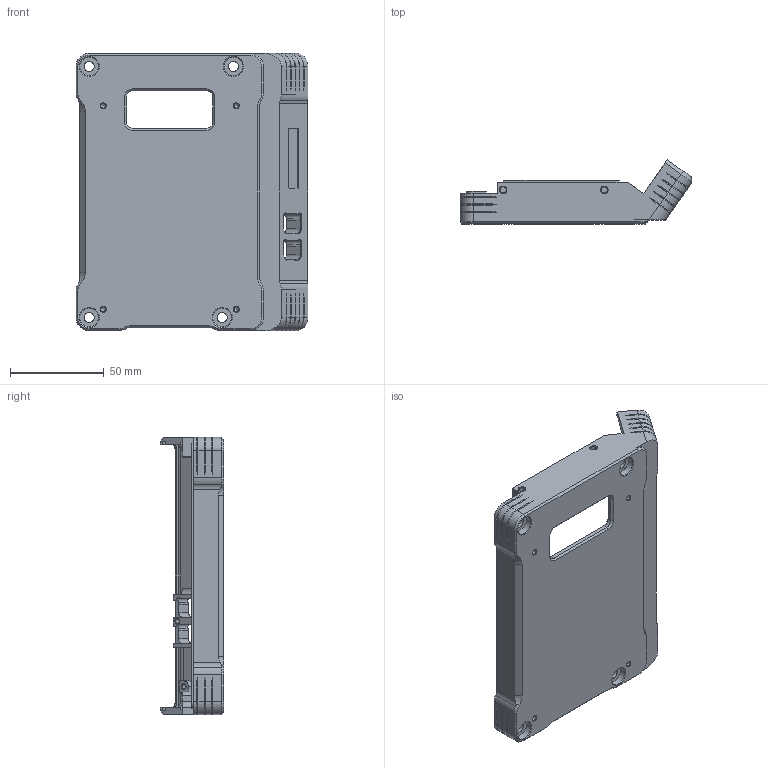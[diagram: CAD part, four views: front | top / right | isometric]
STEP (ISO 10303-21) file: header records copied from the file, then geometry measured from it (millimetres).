
FILE_DESCRIPTION(('FreeCAD Model'),'2;1');
FILE_NAME( 'SHAPE-UPS-BASE.STEP', '2019-06-09T13:40:14',('Author'),(''), 'Open CASCADE STEP processor 7.3','FreeCAD','Unknown');
FILE_SCHEMA(('AUTOMOTIVE_DESIGN { 1 0 10303 214 1 1 1 1 }'));
Length unit declared in the file: millimetre
Products named in the file (1): BOITIER_SEUL
Bounding box: 123.79 x 33.98 x 148 mm (x, y, z)
Volume: 95534.7 mm3; surface area: 56263.3 mm2
Topology: 1 solids, 1 shells, 557 faces, 1413 edges, 870 vertices
Faces by surface type: plane 221, cylinder 163, cone 141, bspline 32
Full cylindrical faces by diameter (mm): 2.05 x2, 2.5 x13, 3.3 x2, 5 x1, 5.3 x4, 6 x3, 10 x4
Entity records: 39977 total; most frequent: CARTESIAN_POINT 12191, DIRECTION 5140, LINE 3107, VECTOR 3107, ORIENTED_EDGE 2806, PCURVE 2806, DEFINITIONAL_REPRESENTATION 2806, EDGE_CURVE 1403
